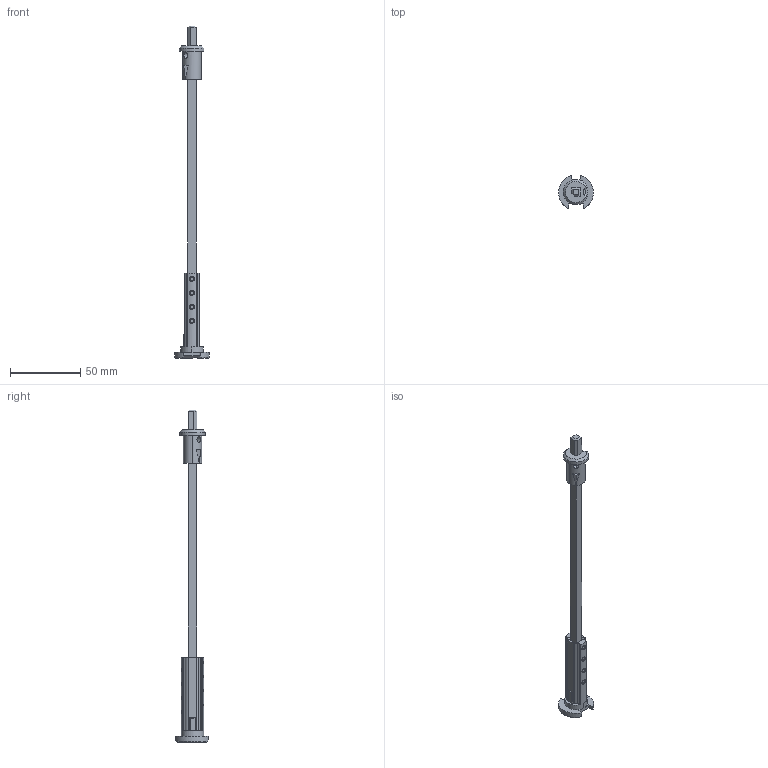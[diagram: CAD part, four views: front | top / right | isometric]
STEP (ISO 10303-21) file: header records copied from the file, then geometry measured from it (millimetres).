
FILE_DESCRIPTION((''),'2;1');
FILE_NAME('VZN17_ASM','2017-12-27T',('SESA468396'),('Schneider-Electric'),'PRO/ENGINEER BY PARAMETRIC TECHNOLOGY CORPORATION, 2015440','PRO/ENGINEER BY PARAMETRIC TECHNOLOGY CORPORATION, 2015440','');
FILE_SCHEMA(('CONFIG_CONTROL_DESIGN'));
Length unit declared in the file: millimetre
Products named in the file (4): 201554203; 201354701; W320155420111; VZN17_ASM
Assembly tree (3 placements, depth 2):
  VZN17_ASM
    201554203
    201354701
    W320155420111
Bounding box: 25 x 23.14 x 237 mm (x, y, z)
Volume: 17901.7 mm3; surface area: 12602.4 mm2
Topology: 3 solids, 3 shells, 165 faces, 414 edges, 257 vertices
Faces by surface type: plane 87, cylinder 53, bspline 20, cone 3, torus 2
Entity records: 6692 total; most frequent: CARTESIAN_POINT 2795, ORIENTED_EDGE 828, DIRECTION 707, EDGE_CURVE 414, VECTOR 263, LINE 263, VERTEX_POINT 257, AXIS2_PLACEMENT_3D 222
